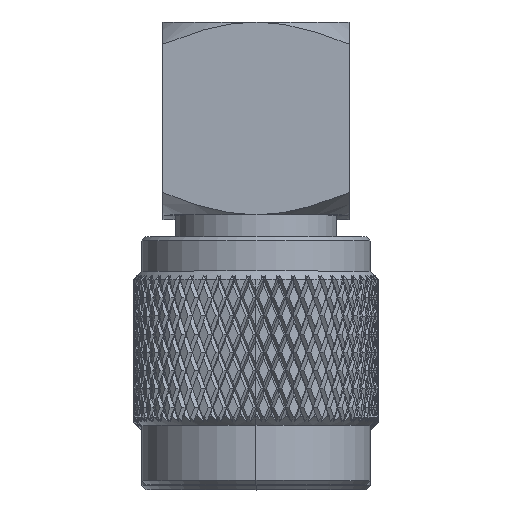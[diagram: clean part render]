
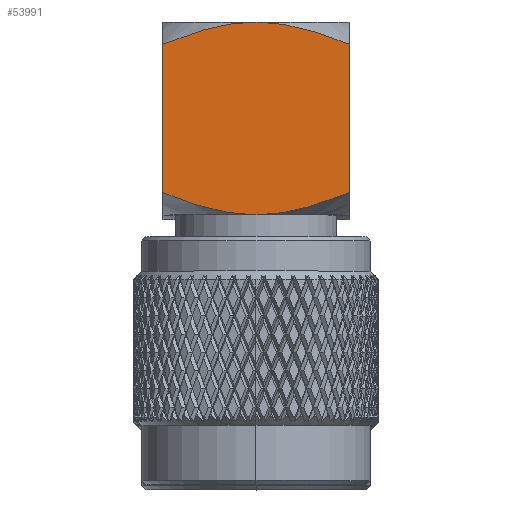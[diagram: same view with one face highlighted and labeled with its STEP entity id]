
A CAD part, top view. The second image highlights one B-rep face of the part: STEP entity #53991.
In plain terms, the highlighted face is planar.
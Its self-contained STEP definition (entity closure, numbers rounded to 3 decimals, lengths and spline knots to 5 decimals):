
#144 = CARTESIAN_POINT ( 'NONE',  ( -0.21654, -0.2278, -0.04676 ) ) ;
#326 = ORIENTED_EDGE ( 'NONE', *, *, #20679, .F. ) ;
#580 = B_SPLINE_CURVE_WITH_KNOTS ( 'NONE', 3,
 ( #12238, #92909, #63136, #19621, #18691, #71580, #26157, #4115 ),
 .UNSPECIFIED., .F., .F.,
 ( 4, 2, 2, 4 ),
 ( 0.01164, 0.01451, 0.01594, 0.01738 ),
 .UNSPECIFIED. ) ;
#1617 = VERTEX_POINT ( 'NONE', #3806 ) ;
#1891 = VERTEX_POINT ( 'NONE', #19719 ) ;
#3806 = CARTESIAN_POINT ( 'NONE',  ( -0.21654, -0.17879, 0.21654 ) ) ;
#4115 = CARTESIAN_POINT ( 'NONE',  ( -0.21654, 0.16564, 0.21654 ) ) ;
#7145 = B_SPLINE_CURVE_WITH_KNOTS ( 'NONE', 3,
 ( #32601, #84503, #91590, #18000, #10562, #54306, #40411, #70230, #62427, #69912 ),
 .UNSPECIFIED., .F., .F.,
 ( 4, 2, 2, 2, 4 ),
 ( 0.00596, 0.0088, 0.01022, 0.01093, 0.01164 ),
 .UNSPECIFIED. ) ;
#7971 = CARTESIAN_POINT ( 'NONE',  ( -0.21654, 0.16564, 0.21654 ) ) ;
#8095 = EDGE_LOOP ( 'NONE', ( #91083, #38924, #326, #54182, #9672, #68031 ) ) ;
#9553 = CARTESIAN_POINT ( 'NONE',  ( -0.21654, -0.21993, -0.09262 ) ) ;
#9672 = ORIENTED_EDGE ( 'NONE', *, *, #53248, .T. ) ;
#10562 = CARTESIAN_POINT ( 'NONE',  ( -0.21654, 0.21065, -0.07443 ) ) ;
#12028 = VECTOR ( 'NONE', #60816, 39.37008 ) ;
#12238 = CARTESIAN_POINT ( 'NONE',  ( -0.21654, 0.21743, 0. ) ) ;
#15769 = CARTESIAN_POINT ( 'NONE',  ( -0.21654, -0.23057, -0.00932 ) ) ;
#16698 = CARTESIAN_POINT ( 'NONE',  ( -0.21654, -0.17879, -0.21654 ) ) ;
#18000 = CARTESIAN_POINT ( 'NONE',  ( -0.21654, 0.20679, -0.09262 ) ) ;
#18595 = CARTESIAN_POINT ( 'NONE',  ( -0.21654, -0.17879, -0.21654 ) ) ;
#18691 = CARTESIAN_POINT ( 'NONE',  ( -0.21654, 0.19179, 0.14629 ) ) ;
#19621 = CARTESIAN_POINT ( 'NONE',  ( -0.21654, 0.19741, 0.12835 ) ) ;
#19719 = CARTESIAN_POINT ( 'NONE',  ( -0.21654, -0.23057, 0. ) ) ;
#20679 = EDGE_CURVE ( 'NONE', #36146, #64106, #580, .T. ) ;
#20702 = CARTESIAN_POINT ( 'NONE',  ( -0.21654, 0.21743, 0. ) ) ;
#24077 = CARTESIAN_POINT ( 'NONE',  ( -0.21654, -0.20575, -0.14662 ) ) ;
#25981 = VERTEX_POINT ( 'NONE', #18595 ) ;
#26157 = CARTESIAN_POINT ( 'NONE',  ( -0.21654, 0.17271, 0.19924 ) ) ;
#26584 = CARTESIAN_POINT ( 'NONE',  ( -0.21654, -0.19257, 0.18176 ) ) ;
#26695 = EDGE_CURVE ( 'NONE', #64106, #1617, #63738, .T. ) ;
#29262 = VERTEX_POINT ( 'NONE', #86142 ) ;
#32601 = CARTESIAN_POINT ( 'NONE',  ( -0.21654, 0.16564, -0.21654 ) ) ;
#34081 = CARTESIAN_POINT ( 'NONE',  ( -0.21654, -0.22474, 0.07425 ) ) ;
#35703 = B_SPLINE_CURVE_WITH_KNOTS ( 'NONE', 3,
 ( #63590, #71053, #26584, #49328, #78518, #34081, #93996, #85957 ),
 .UNSPECIFIED., .F., .F.,
 ( 4, 2, 2, 4 ),
 ( 0.01431, 0.01573, 0.01715, 0.01999 ),
 .UNSPECIFIED. ) ;
#36146 = VERTEX_POINT ( 'NONE', #20702 ) ;
#38924 = ORIENTED_EDGE ( 'NONE', *, *, #26695, .F. ) ;
#40411 = CARTESIAN_POINT ( 'NONE',  ( -0.21654, 0.21568, -0.03747 ) ) ;
#44618 = CARTESIAN_POINT ( 'NONE',  ( -0.21654, -0.22883, -0.03747 ) ) ;
#47586 = DIRECTION ( 'NONE',  ( 0., -1., 0. ) ) ;
#48604 = EDGE_CURVE ( 'NONE', #1891, #25981, #80453, .T. ) ;
#49328 = CARTESIAN_POINT ( 'NONE',  ( -0.21654, -0.20494, 0.14629 ) ) ;
#50660 = AXIS2_PLACEMENT_3D ( 'NONE', #55609, #55312, #54342 ) ;
#53248 = EDGE_CURVE ( 'NONE', #29262, #25981, #90904, .T. ) ;
#53991 = ADVANCED_FACE ( 'NONE', ( #83265 ), #85204, .F. ) ;
#54182 = ORIENTED_EDGE ( 'NONE', *, *, #70691, .F. ) ;
#54240 = CARTESIAN_POINT ( 'NONE',  ( -0.21654, -0.1929, -0.18197 ) ) ;
#54306 = CARTESIAN_POINT ( 'NONE',  ( -0.21654, 0.21465, -0.04676 ) ) ;
#54342 = DIRECTION ( 'NONE',  ( 0., 1., 0. ) ) ;
#55312 = DIRECTION ( 'NONE',  ( 1., 0., 0. ) ) ;
#55609 = CARTESIAN_POINT ( 'NONE',  ( -0.21654, 0.21743, 0.21654 ) ) ;
#60816 = DIRECTION ( 'NONE',  ( 0., -1., 0. ) ) ;
#61118 = CARTESIAN_POINT ( 'NONE',  ( -0.21654, -0.2238, -0.07443 ) ) ;
#62427 = CARTESIAN_POINT ( 'NONE',  ( -0.21654, 0.21743, -0.00932 ) ) ;
#63136 = CARTESIAN_POINT ( 'NONE',  ( -0.21654, 0.21159, 0.07425 ) ) ;
#63590 = CARTESIAN_POINT ( 'NONE',  ( -0.21654, -0.17879, 0.21654 ) ) ;
#63738 = LINE ( 'NONE', #91975, #70705 ) ;
#64106 = VERTEX_POINT ( 'NONE', #7971 ) ;
#68031 = ORIENTED_EDGE ( 'NONE', *, *, #48604, .F. ) ;
#69912 = CARTESIAN_POINT ( 'NONE',  ( -0.21654, 0.21743, 0. ) ) ;
#70230 = CARTESIAN_POINT ( 'NONE',  ( -0.21654, 0.21707, -0.01875 ) ) ;
#70691 = EDGE_CURVE ( 'NONE', #29262, #36146, #7145, .T. ) ;
#70705 = VECTOR ( 'NONE', #47586, 39.37008 ) ;
#71053 = CARTESIAN_POINT ( 'NONE',  ( -0.21654, -0.18585, 0.19924 ) ) ;
#71580 = CARTESIAN_POINT ( 'NONE',  ( -0.21654, 0.17942, 0.18176 ) ) ;
#78518 = CARTESIAN_POINT ( 'NONE',  ( -0.21654, -0.21056, 0.12835 ) ) ;
#80453 = B_SPLINE_CURVE_WITH_KNOTS ( 'NONE', 3,
 ( #82222, #15769, #89973, #44618, #144, #61118, #9553, #24077, #54240, #16698 ),
 .UNSPECIFIED., .F., .F.,
 ( 4, 2, 2, 2, 4 ),
 ( 0.01999, 0.02069, 0.0214, 0.0228, 0.02562 ),
 .UNSPECIFIED. ) ;
#82222 = CARTESIAN_POINT ( 'NONE',  ( -0.21654, -0.23057, 0. ) ) ;
#82889 = CARTESIAN_POINT ( 'NONE',  ( -0.21654, 0.21743, -0.21654 ) ) ;
#83265 = FACE_OUTER_BOUND ( 'NONE', #8095, .T. ) ;
#84503 = CARTESIAN_POINT ( 'NONE',  ( -0.21654, 0.17975, -0.18197 ) ) ;
#85204 = PLANE ( 'NONE',  #50660 ) ;
#85957 = CARTESIAN_POINT ( 'NONE',  ( -0.21654, -0.23057, 0. ) ) ;
#86142 = CARTESIAN_POINT ( 'NONE',  ( -0.21654, 0.16564, -0.21654 ) ) ;
#89331 = EDGE_CURVE ( 'NONE', #1617, #1891, #35703, .T. ) ;
#89973 = CARTESIAN_POINT ( 'NONE',  ( -0.21654, -0.23022, -0.01875 ) ) ;
#90904 = LINE ( 'NONE', #82889, #12028 ) ;
#91083 = ORIENTED_EDGE ( 'NONE', *, *, #89331, .F. ) ;
#91590 = CARTESIAN_POINT ( 'NONE',  ( -0.21654, 0.1926, -0.14662 ) ) ;
#91975 = CARTESIAN_POINT ( 'NONE',  ( -0.21654, 0.21743, 0.21654 ) ) ;
#92909 = CARTESIAN_POINT ( 'NONE',  ( -0.21654, 0.21743, 0.03759 ) ) ;
#93996 = CARTESIAN_POINT ( 'NONE',  ( -0.21654, -0.23057, 0.03759 ) ) ;
